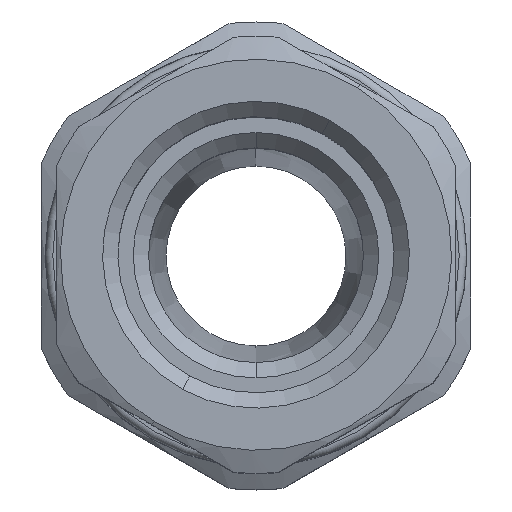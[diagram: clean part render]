
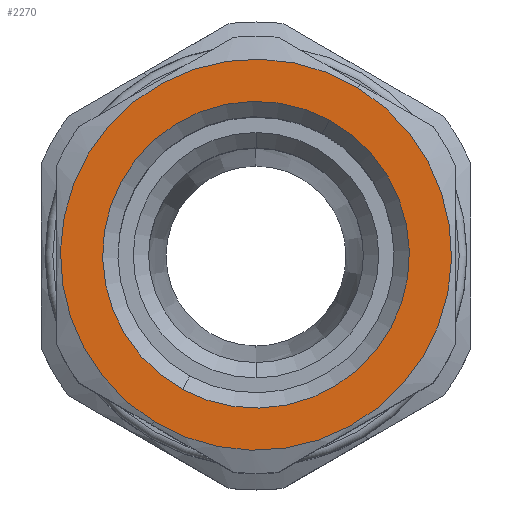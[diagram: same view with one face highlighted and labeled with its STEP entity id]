
A CAD part, top view. The second image highlights one B-rep face of the part: STEP entity #2270.
In plain terms, the highlighted planar face has unit normal (0, 0, 1).
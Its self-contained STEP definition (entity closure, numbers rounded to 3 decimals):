
#1655=AXIS2_PLACEMENT_3D('Circle Axis2P3D',#1653,#1654,$) ;
#1747=AXIS2_PLACEMENT_3D('Circle Axis2P3D',#1745,#1746,$) ;
#2246=AXIS2_PLACEMENT_3D('Plane Axis2P3D',#2243,#2244,#2245) ;
#2254=AXIS2_PLACEMENT_3D('Circle Axis2P3D',#2252,#2253,$) ;
#2263=AXIS2_PLACEMENT_3D('Circle Axis2P3D',#2261,#2262,$) ;
#1650=CARTESIAN_POINT('Vertex',(7.366,4.362,71.25)) ;
#1653=CARTESIAN_POINT('Axis2P3D Location',(14.,15.25,71.25)) ;
#1657=CARTESIAN_POINT('Vertex',(20.634,26.138,71.25)) ;
#1745=CARTESIAN_POINT('Axis2P3D Location',(14.,15.25,71.25)) ;
#2243=CARTESIAN_POINT('Axis2P3D Location',(14.,15.25,71.25)) ;
#2252=CARTESIAN_POINT('Axis2P3D Location',(14.,15.25,71.25)) ;
#2256=CARTESIAN_POINT('Vertex',(18.794,24.026,71.25)) ;
#2258=CARTESIAN_POINT('Vertex',(9.206,6.474,71.25)) ;
#2261=CARTESIAN_POINT('Axis2P3D Location',(14.,15.25,71.25)) ;
#1654=DIRECTION('Axis2P3D Direction',(0.,0.,-1.)) ;
#1746=DIRECTION('Axis2P3D Direction',(0.,0.,-1.)) ;
#2244=DIRECTION('Axis2P3D Direction',(0.,0.,-1.)) ;
#2245=DIRECTION('Axis2P3D XDirection',(0.,-1.,0.)) ;
#2253=DIRECTION('Axis2P3D Direction',(0.,0.,-1.)) ;
#2262=DIRECTION('Axis2P3D Direction',(0.,0.,-1.)) ;
#2249=ORIENTED_EDGE('',*,*,#1749,.T.) ;
#2250=ORIENTED_EDGE('',*,*,#1659,.T.) ;
#2267=ORIENTED_EDGE('',*,*,#2260,.T.) ;
#2268=ORIENTED_EDGE('',*,*,#2265,.T.) ;
#2269=FACE_BOUND('',#2266,.T.) ;
#2270=ADVANCED_FACE('Body',(#2251,#2269),#2247,.F.) ;
#1656=CIRCLE('generated circle',#1655,12.75) ;
#1748=CIRCLE('generated circle',#1747,12.75) ;
#2255=CIRCLE('generated circle',#2254,10.) ;
#2264=CIRCLE('generated circle',#2263,10.) ;
#1659=EDGE_CURVE('',#1658,#1651,#1656,.F.) ;
#1749=EDGE_CURVE('',#1651,#1658,#1748,.F.) ;
#2260=EDGE_CURVE('',#2257,#2259,#2255,.T.) ;
#2265=EDGE_CURVE('',#2259,#2257,#2264,.T.) ;
#2248=EDGE_LOOP('',(#2249,#2250)) ;
#2266=EDGE_LOOP('',(#2267,#2268)) ;
#2251=FACE_OUTER_BOUND('',#2248,.T.) ;
#2247=PLANE('',#2246) ;
#1651=VERTEX_POINT('',#1650) ;
#1658=VERTEX_POINT('',#1657) ;
#2257=VERTEX_POINT('',#2256) ;
#2259=VERTEX_POINT('',#2258) ;
